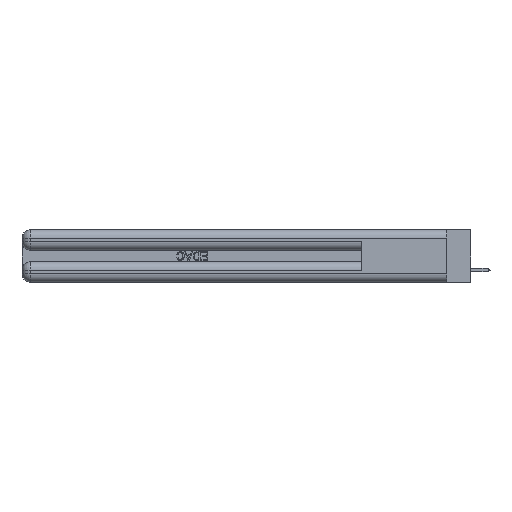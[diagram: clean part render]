
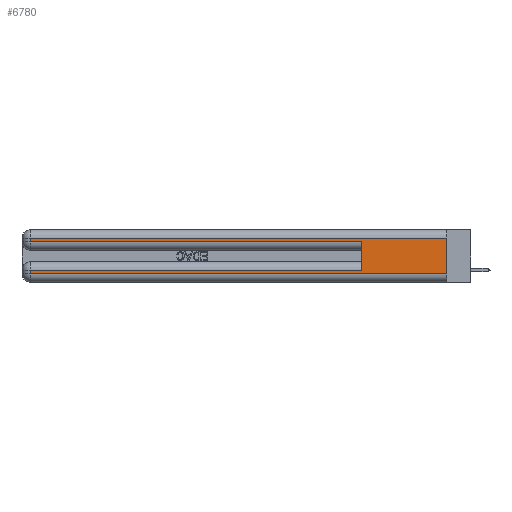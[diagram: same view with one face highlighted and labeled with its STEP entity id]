
A CAD part, left-side view. The second image highlights one B-rep face of the part: STEP entity #6780.
In plain terms, the highlighted planar face has unit normal (-1, 0, 0).
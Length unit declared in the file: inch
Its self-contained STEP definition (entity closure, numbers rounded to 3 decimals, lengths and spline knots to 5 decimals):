
#52 = ORIENTED_EDGE ( 'NONE', *, *, #30679, .T. ) ;
#609 = VERTEX_POINT ( 'NONE', #3418 ) ;
#735 = DIRECTION ( 'NONE',  ( 0., 0., 1. ) ) ;
#1082 = VECTOR ( 'NONE', #23288, 39.37008 ) ;
#2554 = EDGE_CURVE ( 'NONE', #38748, #38692, #35760, .T. ) ;
#3157 = EDGE_CURVE ( 'NONE', #609, #43106, #6964, .T. ) ;
#3378 = VECTOR ( 'NONE', #24269, 39.37008 ) ;
#3418 = CARTESIAN_POINT ( 'NONE',  ( 0., 2.94, 0.31 ) ) ;
#3925 = EDGE_CURVE ( 'NONE', #38748, #609, #19116, .T. ) ;
#4926 = DIRECTION ( 'NONE',  ( 0., 0., -1. ) ) ;
#5059 = VECTOR ( 'NONE', #735, 39.37008 ) ;
#5473 = LINE ( 'NONE', #33096, #39008 ) ;
#6739 = CARTESIAN_POINT ( 'NONE',  ( 0., 0., 0.37 ) ) ;
#6780 = ADVANCED_FACE ( 'NONE', ( #50214 ), #38103, .F. ) ;
#6964 = LINE ( 'NONE', #14974, #46012 ) ;
#7902 = EDGE_CURVE ( 'NONE', #23284, #29393, #5473, .T. ) ;
#8027 = CARTESIAN_POINT ( 'NONE',  ( 0., 0., 0.31 ) ) ;
#10340 = EDGE_CURVE ( 'NONE', #22723, #38692, #30357, .T. ) ;
#11428 = LINE ( 'NONE', #19547, #1082 ) ;
#11668 = EDGE_CURVE ( 'NONE', #23284, #44975, #35535, .T. ) ;
#13687 = CARTESIAN_POINT ( 'NONE',  ( 0., 0.6, 0.285 ) ) ;
#14662 = CARTESIAN_POINT ( 'NONE',  ( 0., 0., 0.06 ) ) ;
#14754 = DIRECTION ( 'NONE',  ( 0., 0., -1. ) ) ;
#14974 = CARTESIAN_POINT ( 'NONE',  ( 0., 2.94, 0.37 ) ) ;
#15707 = CARTESIAN_POINT ( 'NONE',  ( 0., 2.94, 0.085 ) ) ;
#18964 = CARTESIAN_POINT ( 'NONE',  ( 0., 2.94, 0.06 ) ) ;
#18980 = CARTESIAN_POINT ( 'NONE',  ( 0., 0., 0.31 ) ) ;
#19116 = LINE ( 'NONE', #8027, #37983 ) ;
#19547 = CARTESIAN_POINT ( 'NONE',  ( 0., 2.94, 0.37 ) ) ;
#20522 = DIRECTION ( 'NONE',  ( 0., 1., 0. ) ) ;
#21648 = ORIENTED_EDGE ( 'NONE', *, *, #3157, .T. ) ;
#22723 = VERTEX_POINT ( 'NONE', #18964 ) ;
#22852 = ORIENTED_EDGE ( 'NONE', *, *, #2554, .F. ) ;
#23284 = VERTEX_POINT ( 'NONE', #49678 ) ;
#23288 = DIRECTION ( 'NONE',  ( 0., 0., -1. ) ) ;
#24094 = CARTESIAN_POINT ( 'NONE',  ( 0., 0., 0.285 ) ) ;
#24130 = CARTESIAN_POINT ( 'NONE',  ( 0., 0.6, 0.145 ) ) ;
#24269 = DIRECTION ( 'NONE',  ( 0., -1., 0. ) ) ;
#24289 = VECTOR ( 'NONE', #28611, 39.37008 ) ;
#24571 = EDGE_LOOP ( 'NONE', ( #22852, #33508, #21648, #41561, #42850, #29869, #52, #46611 ) ) ;
#25432 = VECTOR ( 'NONE', #4926, 39.37008 ) ;
#28611 = DIRECTION ( 'NONE',  ( 0., -1., 0. ) ) ;
#28996 = CARTESIAN_POINT ( 'NONE',  ( 0., 0., 0.37 ) ) ;
#29393 = VERTEX_POINT ( 'NONE', #15707 ) ;
#29643 = AXIS2_PLACEMENT_3D ( 'NONE', #6739, #37933, #14754 ) ;
#29869 = ORIENTED_EDGE ( 'NONE', *, *, #7902, .T. ) ;
#30357 = LINE ( 'NONE', #36236, #24289 ) ;
#30679 = EDGE_CURVE ( 'NONE', #29393, #22723, #11428, .T. ) ;
#31219 = EDGE_CURVE ( 'NONE', #43106, #44975, #41821, .T. ) ;
#33096 = CARTESIAN_POINT ( 'NONE',  ( 0., 0., 0.085 ) ) ;
#33508 = ORIENTED_EDGE ( 'NONE', *, *, #3925, .T. ) ;
#35535 = LINE ( 'NONE', #24130, #5059 ) ;
#35760 = LINE ( 'NONE', #28996, #25432 ) ;
#36236 = CARTESIAN_POINT ( 'NONE',  ( 0., 0., 0.06 ) ) ;
#37933 = DIRECTION ( 'NONE',  ( 1., 0., 0. ) ) ;
#37983 = VECTOR ( 'NONE', #20522, 39.37008 ) ;
#38103 = PLANE ( 'NONE',  #29643 ) ;
#38458 = DIRECTION ( 'NONE',  ( 0., 0., -1. ) ) ;
#38692 = VERTEX_POINT ( 'NONE', #14662 ) ;
#38748 = VERTEX_POINT ( 'NONE', #18980 ) ;
#39008 = VECTOR ( 'NONE', #44497, 39.37008 ) ;
#41561 = ORIENTED_EDGE ( 'NONE', *, *, #31219, .T. ) ;
#41821 = LINE ( 'NONE', #24094, #3378 ) ;
#42801 = CARTESIAN_POINT ( 'NONE',  ( 0., 2.94, 0.285 ) ) ;
#42850 = ORIENTED_EDGE ( 'NONE', *, *, #11668, .F. ) ;
#43106 = VERTEX_POINT ( 'NONE', #42801 ) ;
#44497 = DIRECTION ( 'NONE',  ( 0., 1., 0. ) ) ;
#44975 = VERTEX_POINT ( 'NONE', #13687 ) ;
#46012 = VECTOR ( 'NONE', #38458, 39.37008 ) ;
#46611 = ORIENTED_EDGE ( 'NONE', *, *, #10340, .T. ) ;
#49678 = CARTESIAN_POINT ( 'NONE',  ( 0., 0.6, 0.085 ) ) ;
#50214 = FACE_OUTER_BOUND ( 'NONE', #24571, .T. ) ;
